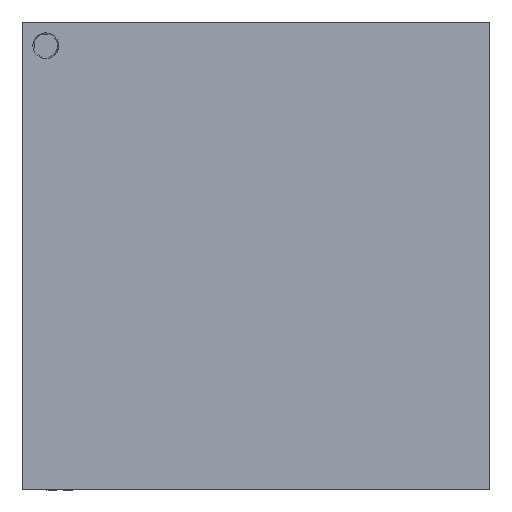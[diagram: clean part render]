
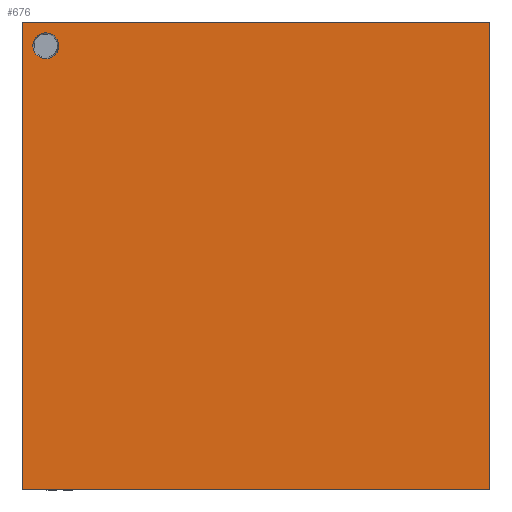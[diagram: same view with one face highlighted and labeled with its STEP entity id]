
A CAD part, top view. The second image highlights one B-rep face of the part: STEP entity #676.
In plain terms, the highlighted planar face has unit normal (0, 0, 1).
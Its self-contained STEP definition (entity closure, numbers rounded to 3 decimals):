
#180=PLANE('',#941);
#218=LINE('',#1314,#267);
#221=LINE('',#1325,#270);
#226=LINE('',#1336,#275);
#229=LINE('',#1353,#278);
#267=VECTOR('',#1110,1000.);
#270=VECTOR('',#1125,1000.);
#275=VECTOR('',#1138,1000.);
#278=VECTOR('',#1165,1000.);
#412=ORIENTED_EDGE('',*,*,#470,.T.);
#413=ORIENTED_EDGE('',*,*,#455,.T.);
#414=ORIENTED_EDGE('',*,*,#482,.T.);
#415=ORIENTED_EDGE('',*,*,#459,.F.);
#416=ORIENTED_EDGE('',*,*,#491,.T.);
#417=ORIENTED_EDGE('',*,*,#463,.T.);
#418=ORIENTED_EDGE('',*,*,#476,.T.);
#419=ORIENTED_EDGE('',*,*,#467,.F.);
#420=ORIENTED_EDGE('',*,*,#490,.F.);
#455=EDGE_CURVE('',#516,#515,#540,.T.);
#459=EDGE_CURVE('',#519,#520,#542,.F.);
#463=EDGE_CURVE('',#524,#523,#544,.T.);
#467=EDGE_CURVE('',#527,#528,#546,.F.);
#470=EDGE_CURVE('',#527,#516,#218,.T.);
#476=EDGE_CURVE('',#523,#528,#221,.T.);
#482=EDGE_CURVE('',#515,#520,#226,.T.);
#490=EDGE_CURVE('',#535,#535,#557,.T.);
#491=EDGE_CURVE('',#519,#524,#229,.T.);
#515=VERTEX_POINT('',#1280);
#516=VERTEX_POINT('',#1282);
#519=VERTEX_POINT('',#1289);
#520=VERTEX_POINT('',#1291);
#523=VERTEX_POINT('',#1298);
#524=VERTEX_POINT('',#1300);
#527=VERTEX_POINT('',#1307);
#528=VERTEX_POINT('',#1309);
#535=VERTEX_POINT('',#1350);
#540=CIRCLE('',#905,0.02);
#542=CIRCLE('',#908,0.02);
#544=CIRCLE('',#911,0.02);
#546=CIRCLE('',#914,0.02);
#557=CIRCLE('',#936,0.277);
#593=EDGE_LOOP('',(#412,#413,#414,#415,#416,#417,#418,#419));
#594=EDGE_LOOP('',(#420));
#630=FACE_BOUND('',#593,.T.);
#631=FACE_BOUND('',#594,.T.);
#676=ADVANCED_FACE('',(#630,#631),#180,.T.);
#905=AXIS2_PLACEMENT_3D('',#1281,#1079,#1080);
#908=AXIS2_PLACEMENT_3D('',#1290,#1087,#1088);
#911=AXIS2_PLACEMENT_3D('',#1299,#1095,#1096);
#914=AXIS2_PLACEMENT_3D('',#1308,#1103,#1104);
#936=AXIS2_PLACEMENT_3D('',#1349,#1159,#1160);
#941=AXIS2_PLACEMENT_3D('',#1356,#1170,#1171);
#1079=DIRECTION('',(0.,0.,1.));
#1080=DIRECTION('',(1.,0.,0.));
#1087=DIRECTION('',(0.,0.,1.));
#1088=DIRECTION('',(1.,0.,0.));
#1095=DIRECTION('',(0.,0.,1.));
#1096=DIRECTION('',(1.,0.,0.));
#1103=DIRECTION('',(0.,0.,1.));
#1104=DIRECTION('',(1.,0.,0.));
#1110=DIRECTION('',(1.,0.,0.));
#1125=DIRECTION('',(0.,-1.,0.));
#1138=DIRECTION('',(0.,1.,0.));
#1159=DIRECTION('',(0.,0.,1.));
#1160=DIRECTION('',(1.,0.,0.));
#1165=DIRECTION('',(-1.,0.,0.));
#1170=DIRECTION('',(0.,0.,1.));
#1171=DIRECTION('',(1.,0.,0.));
#1280=CARTESIAN_POINT('',(5.,-4.98,0.75));
#1281=CARTESIAN_POINT('',(4.98,-4.98,0.75));
#1282=CARTESIAN_POINT('',(4.98,-5.,0.75));
#1289=CARTESIAN_POINT('',(4.98,5.,0.75));
#1290=CARTESIAN_POINT('',(4.98,4.98,0.75));
#1291=CARTESIAN_POINT('',(5.,4.98,0.75));
#1298=CARTESIAN_POINT('',(-5.,4.98,0.75));
#1299=CARTESIAN_POINT('',(-4.98,4.98,0.75));
#1300=CARTESIAN_POINT('',(-4.98,5.,0.75));
#1307=CARTESIAN_POINT('',(-4.98,-5.,0.75));
#1308=CARTESIAN_POINT('',(-4.98,-4.98,0.75));
#1309=CARTESIAN_POINT('',(-5.,-4.98,0.75));
#1314=CARTESIAN_POINT('',(-5.,-5.,0.75));
#1325=CARTESIAN_POINT('',(-5.,5.,0.75));
#1336=CARTESIAN_POINT('',(5.,-5.,0.75));
#1349=CARTESIAN_POINT('',(-4.5,4.5,0.75));
#1350=CARTESIAN_POINT('',(-4.223,4.5,0.75));
#1353=CARTESIAN_POINT('',(5.,5.,0.75));
#1356=CARTESIAN_POINT('',(0.,0.,0.75));
